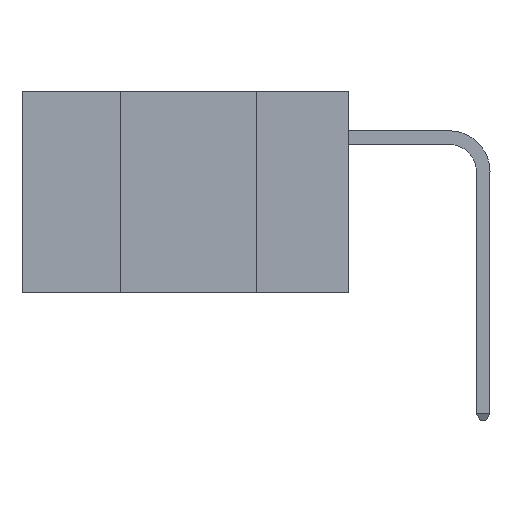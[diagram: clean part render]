
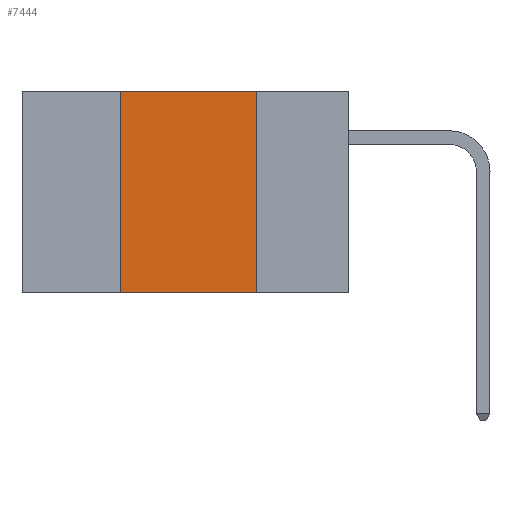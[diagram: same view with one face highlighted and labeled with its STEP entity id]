
A CAD part, left-side view. The second image highlights one B-rep face of the part: STEP entity #7444.
In plain terms, the highlighted planar face has unit normal (-1, 0, 0).
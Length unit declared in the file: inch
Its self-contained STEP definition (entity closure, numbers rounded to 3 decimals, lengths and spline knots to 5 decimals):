
#264 = CARTESIAN_POINT ( 'NONE',  ( 0., 0.17, 0. ) ) ;
#1084 = FACE_OUTER_BOUND ( 'NONE', #6508, .T. ) ;
#2235 = ORIENTED_EDGE ( 'NONE', *, *, #16742, .F. ) ;
#3215 = VECTOR ( 'NONE', #12807, 39.37008 ) ;
#3253 = CARTESIAN_POINT ( 'NONE',  ( 0., 0.6, -0.37 ) ) ;
#4111 = LINE ( 'NONE', #12716, #10700 ) ;
#4514 = CARTESIAN_POINT ( 'NONE',  ( 0., 0.42, 0. ) ) ;
#4593 = ORIENTED_EDGE ( 'NONE', *, *, #12134, .T. ) ;
#4674 = ORIENTED_EDGE ( 'NONE', *, *, #17504, .F. ) ;
#4789 = VECTOR ( 'NONE', #5917, 39.37008 ) ;
#5815 = PLANE ( 'NONE',  #14023 ) ;
#5917 = DIRECTION ( 'NONE',  ( 0., 0., 1. ) ) ;
#6508 = EDGE_LOOP ( 'NONE', ( #4674, #2235, #11683, #4593 ) ) ;
#6618 = VERTEX_POINT ( 'NONE', #15804 ) ;
#7444 = ADVANCED_FACE ( 'NONE', ( #1084 ), #5815, .F. ) ;
#8301 = CARTESIAN_POINT ( 'NONE',  ( 0., 0.42, 0. ) ) ;
#8503 = LINE ( 'NONE', #4514, #4789 ) ;
#8791 = DIRECTION ( 'NONE',  ( 0., -1., 0. ) ) ;
#9530 = VECTOR ( 'NONE', #8791, 39.37008 ) ;
#10700 = VECTOR ( 'NONE', #14708, 39.37008 ) ;
#10786 = EDGE_CURVE ( 'NONE', #6618, #16995, #8503, .T. ) ;
#11683 = ORIENTED_EDGE ( 'NONE', *, *, #10786, .F. ) ;
#11787 = LINE ( 'NONE', #264, #3215 ) ;
#12134 = EDGE_CURVE ( 'NONE', #6618, #16373, #15058, .T. ) ;
#12298 = CARTESIAN_POINT ( 'NONE',  ( 0., 0.17, -0.37 ) ) ;
#12716 = CARTESIAN_POINT ( 'NONE',  ( 0., 0.6, 0. ) ) ;
#12807 = DIRECTION ( 'NONE',  ( 0., 0., -1. ) ) ;
#14023 = AXIS2_PLACEMENT_3D ( 'NONE', #15663, #16219, #14557 ) ;
#14557 = DIRECTION ( 'NONE',  ( 0., 0., -1. ) ) ;
#14708 = DIRECTION ( 'NONE',  ( 0., -1., 0. ) ) ;
#15058 = LINE ( 'NONE', #3253, #9530 ) ;
#15663 = CARTESIAN_POINT ( 'NONE',  ( 0., 0.6, 0. ) ) ;
#15804 = CARTESIAN_POINT ( 'NONE',  ( 0., 0.42, -0.37 ) ) ;
#16219 = DIRECTION ( 'NONE',  ( 1., 0., 0. ) ) ;
#16373 = VERTEX_POINT ( 'NONE', #12298 ) ;
#16742 = EDGE_CURVE ( 'NONE', #16995, #17614, #4111, .T. ) ;
#16995 = VERTEX_POINT ( 'NONE', #8301 ) ;
#17306 = CARTESIAN_POINT ( 'NONE',  ( 0., 0.17, 0. ) ) ;
#17504 = EDGE_CURVE ( 'NONE', #17614, #16373, #11787, .T. ) ;
#17614 = VERTEX_POINT ( 'NONE', #17306 ) ;
